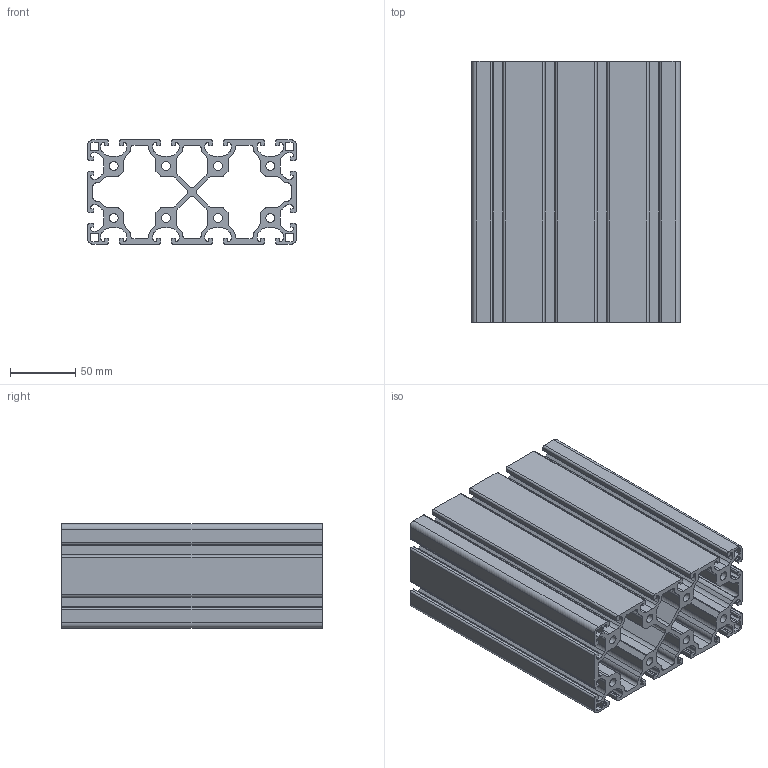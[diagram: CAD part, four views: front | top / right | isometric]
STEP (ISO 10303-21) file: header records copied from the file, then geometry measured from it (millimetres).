
FILE_DESCRIPTION(/* description */ ('Aluminiumprofil 160x80L'),/* implementation_level */ '2;1');
FILE_NAME(/* name */ 'Syskomp 281160921 Aluminiumprofil 160x80L.stp',/* time_stamp */ '2017-08-22T14:40:14+02:00',/* author */ ('wheldmann'),/* organization */ (''),/* preprocessor_version */ 'ST-DEVELOPER v16.1',/* originating_system */ 'Autodesk Inventor 2016',/* authorisation */ ' ');
FILE_SCHEMA (('AUTOMOTIVE_DESIGN { 1 0 10303 214 3 1 1 }'));
Length unit declared in the file: millimetre
Products named in the file (1): 281160921 Aluminiumprofil 160x80L - 200
Bounding box: 160 x 200 x 80 mm (x, y, z)
Volume: 744777.8 mm3; surface area: 403043.5 mm2
Topology: 1 solids, 1 shells, 514 faces, 1536 edges, 1024 vertices
Faces by surface type: cylinder 272, plane 242
Full cylindrical faces by diameter (mm): 6.8 x8
Entity records: 17512 total; most frequent: DIRECTION 3102, CARTESIAN_POINT 3067, ORIENTED_EDGE 3056, EDGE_CURVE 1528, AXIS2_PLACEMENT_3D 1059, VERTEX_POINT 1024, LINE 984, VECTOR 984
